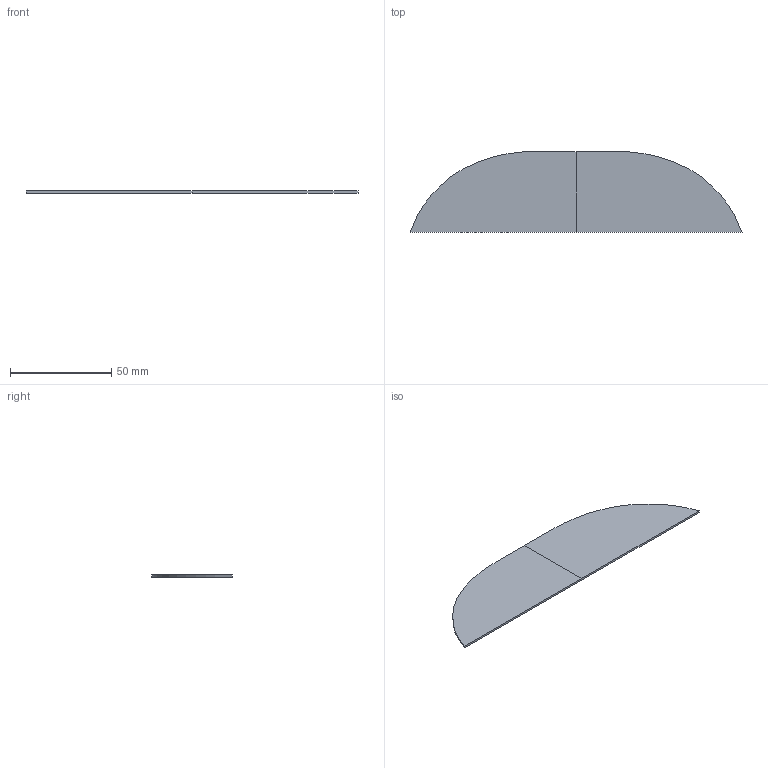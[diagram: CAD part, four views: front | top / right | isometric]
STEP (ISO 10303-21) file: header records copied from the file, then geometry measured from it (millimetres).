
FILE_DESCRIPTION(('HOOPS Exchange Step'),'2;1');
FILE_NAME('temp_export','2021-04-04T19:10:18-04:00',('poastoast'),('Shapr3D Limited'),'HOOPS Exchange 2020.2','Shapr3D','Authorized');
FILE_SCHEMA( ('AP203_CONFIGURATION_CONTROLLED_3D_DESIGN_OF_MECHANICAL_PARTS_AND_ASSEMBLIES_MIM_LF') );
Length unit declared in the file: millimetre
Products named in the file (2): 0; 03409CBF-000F-4063-BD35-F22A4AF88E32.tmp
Assembly tree (1 placements, depth 2):
  03409CBF-000F-4063-BD35-F22A4AF88E32.tmp
    0
Bounding box: 164 x 40 x 1 mm (x, y, z)
Volume: 5300.7 mm3; surface area: 11045.4 mm2
Topology: 2 solids, 2 shells, 12 faces, 24 edges, 16 vertices
Faces by surface type: plane 10, bspline 2
Entity records: 382 total; most frequent: CARTESIAN_POINT 97, ORIENTED_EDGE 48, DIRECTION 46, EDGE_CURVE 24, VECTOR 20, LINE 20, VERTEX_POINT 16, AXIS2_PLACEMENT_3D 13
